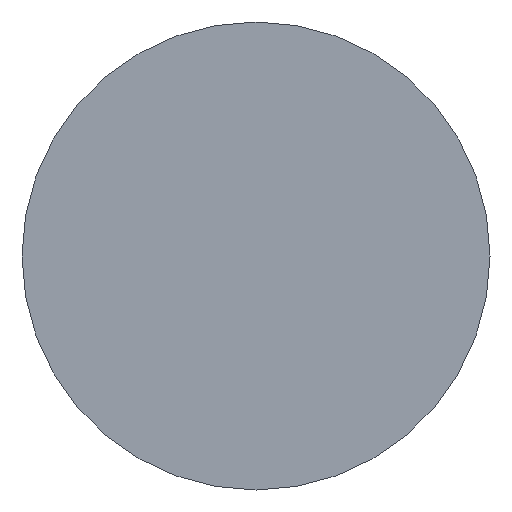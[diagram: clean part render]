
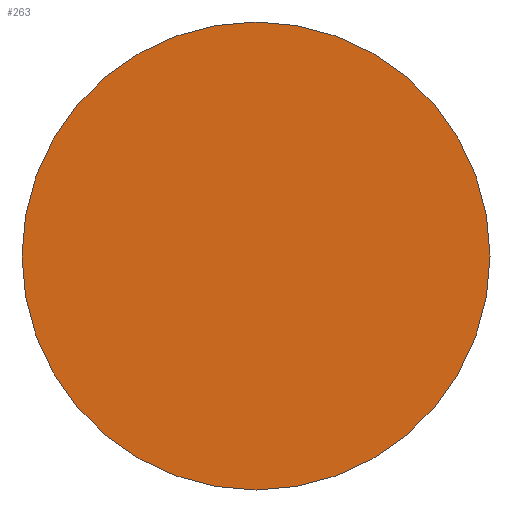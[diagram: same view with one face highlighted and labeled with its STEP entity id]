
A CAD part, front view. The second image highlights one B-rep face of the part: STEP entity #263.
In plain terms, the highlighted planar face has unit normal (0, -1, 0).
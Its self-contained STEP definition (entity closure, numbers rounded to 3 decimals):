
#11 = CARTESIAN_POINT ( 'NONE',  ( 0., 0., 0. ) ) ;
#34 = CARTESIAN_POINT ( 'NONE',  ( 0., 0., 4.9 ) ) ;
#49 = DIRECTION ( 'NONE',  ( 0., 0., -1. ) ) ;
#50 = ORIENTED_EDGE ( 'NONE', *, *, #121, .T. ) ;
#72 = EDGE_CURVE ( 'NONE', #305, #270, #190, .T. ) ;
#83 = FACE_OUTER_BOUND ( 'NONE', #220, .T. ) ;
#107 = DIRECTION ( 'NONE',  ( 0., -1., 0. ) ) ;
#120 = AXIS2_PLACEMENT_3D ( 'NONE', #408, #107, #49 ) ;
#121 = EDGE_CURVE ( 'NONE', #270, #305, #403, .T. ) ;
#134 = DIRECTION ( 'NONE',  ( 0., 0., -1. ) ) ;
#143 = AXIS2_PLACEMENT_3D ( 'NONE', #463, #432, #134 ) ;
#147 = DIRECTION ( 'NONE',  ( 0., 0., -1. ) ) ;
#155 = PLANE ( 'NONE',  #143 ) ;
#190 = CIRCLE ( 'NONE', #472, 4.9 ) ;
#220 = EDGE_LOOP ( 'NONE', ( #265, #50 ) ) ;
#263 = ADVANCED_FACE ( 'NONE', ( #83 ), #155, .T. ) ;
#265 = ORIENTED_EDGE ( 'NONE', *, *, #72, .T. ) ;
#270 = VERTEX_POINT ( 'NONE', #34 ) ;
#305 = VERTEX_POINT ( 'NONE', #470 ) ;
#403 = CIRCLE ( 'NONE', #120, 4.9 ) ;
#408 = CARTESIAN_POINT ( 'NONE',  ( 0., 0., 0. ) ) ;
#417 = DIRECTION ( 'NONE',  ( 0., -1., 0. ) ) ;
#432 = DIRECTION ( 'NONE',  ( 0., -1., 0. ) ) ;
#463 = CARTESIAN_POINT ( 'NONE',  ( 0., 0., 0. ) ) ;
#470 = CARTESIAN_POINT ( 'NONE',  ( 0., 0., -4.9 ) ) ;
#472 = AXIS2_PLACEMENT_3D ( 'NONE', #11, #417, #147 ) ;
